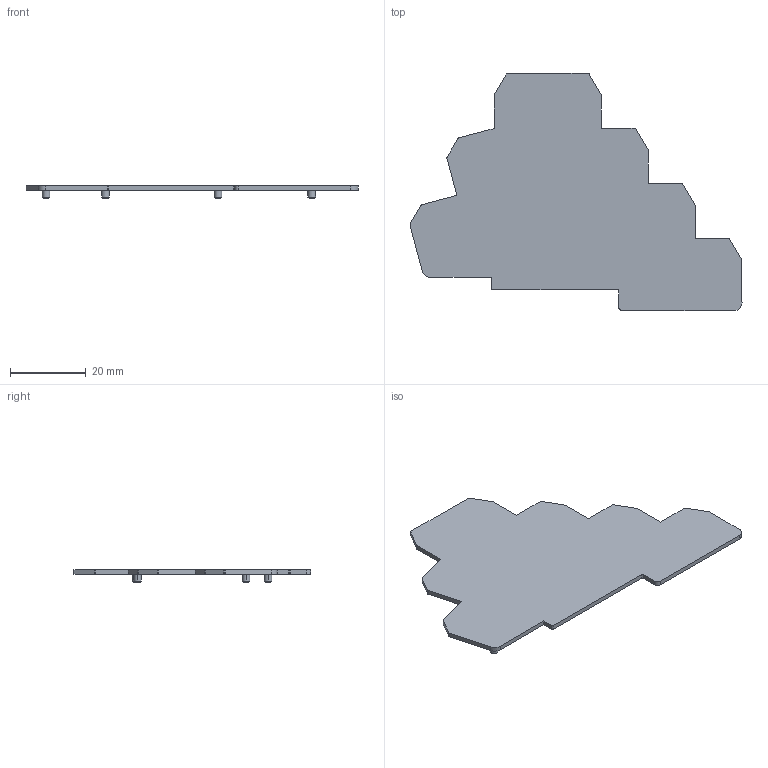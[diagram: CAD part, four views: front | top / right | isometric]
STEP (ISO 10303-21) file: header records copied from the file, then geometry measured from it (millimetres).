
FILE_DESCRIPTION (( 'STEP AP214' ), '1' );
FILE_NAME ('KN-ECTG12.step', '2015-05-04T11:25:48', ( '' ), ( '' ), 'SwSTEP 2.0', 'SolidWorks 2014', '' );
FILE_SCHEMA (( 'AUTOMOTIVE_DESIGN' ));
Length unit declared in the file: millimetre
Products named in the file (1): KN-ECTG12
Bounding box: 87.5 x 62.5 x 3.25 mm (x, y, z)
Volume: 4076.9 mm3; surface area: 7189.4 mm2
Topology: 1 solids, 1 shells, 76 faces, 194 edges, 124 vertices
Faces by surface type: cylinder 36, plane 32, cone 8
Entity records: 2336 total; most frequent: DIRECTION 420, CARTESIAN_POINT 395, ORIENTED_EDGE 388, EDGE_CURVE 194, AXIS2_PLACEMENT_3D 149, VERTEX_POINT 124, VECTOR 122, LINE 122
